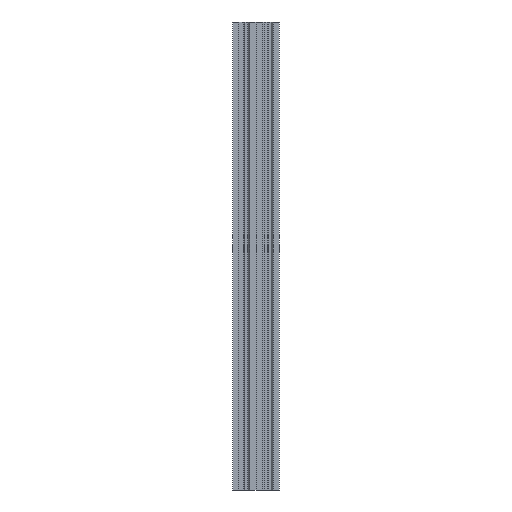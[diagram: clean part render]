
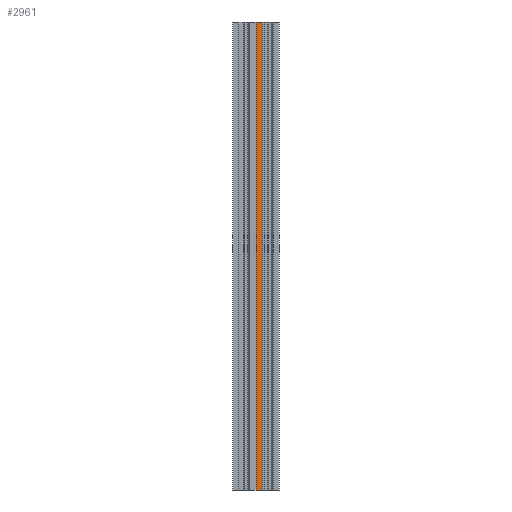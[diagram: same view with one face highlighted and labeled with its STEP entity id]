
A CAD part, left-side view. The second image highlights one B-rep face of the part: STEP entity #2961.
In plain terms, the highlighted planar face has unit normal (-1, 0, 0).
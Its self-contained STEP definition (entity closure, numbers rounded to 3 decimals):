
#117 = PLANE('',#118);
#118 = AXIS2_PLACEMENT_3D('',#119,#120,#121);
#119 = CARTESIAN_POINT('',(-5.433,5.433,200.));
#120 = DIRECTION('',(0.,0.,1.));
#121 = DIRECTION('',(1.,0.,0.));
#171 = PLANE('',#172);
#172 = AXIS2_PLACEMENT_3D('',#173,#174,#175);
#173 = CARTESIAN_POINT('',(-5.433,5.433,-200.));
#174 = DIRECTION('',(0.,0.,1.));
#175 = DIRECTION('',(1.,0.,0.));
#547 = VERTEX_POINT('',#548);
#548 = CARTESIAN_POINT('',(-10.,10.,-200.));
#562 = PLANE('',#563);
#563 = AXIS2_PLACEMENT_3D('',#564,#565,#566);
#564 = CARTESIAN_POINT('',(-4.58,10.,-200.));
#565 = DIRECTION('',(0.,-1.,0.));
#566 = DIRECTION('',(-1.,0.,0.));
#574 = EDGE_CURVE('',#547,#575,#577,.T.);
#575 = VERTEX_POINT('',#576);
#576 = CARTESIAN_POINT('',(-10.,4.58,-200.));
#577 = SURFACE_CURVE('',#578,(#582,#589),.PCURVE_S1.);
#578 = LINE('',#579,#580);
#579 = CARTESIAN_POINT('',(-10.,10.,-200.));
#580 = VECTOR('',#581,1.);
#581 = DIRECTION('',(0.,-1.,0.));
#582 = PCURVE('',#171,#583);
#583 = DEFINITIONAL_REPRESENTATION('',(#584),#588);
#584 = LINE('',#585,#586);
#585 = CARTESIAN_POINT('',(-4.567,4.567));
#586 = VECTOR('',#587,1.);
#587 = DIRECTION('',(0.,-1.));
#588 = ( GEOMETRIC_REPRESENTATION_CONTEXT(2) 
PARAMETRIC_REPRESENTATION_CONTEXT() REPRESENTATION_CONTEXT('2D SPACE',''
  ) );
#589 = PCURVE('',#590,#595);
#590 = PLANE('',#591);
#591 = AXIS2_PLACEMENT_3D('',#592,#593,#594);
#592 = CARTESIAN_POINT('',(-10.,10.,-200.));
#593 = DIRECTION('',(1.,0.,0.));
#594 = DIRECTION('',(0.,-1.,0.));
#595 = DEFINITIONAL_REPRESENTATION('',(#596),#600);
#596 = LINE('',#597,#598);
#597 = CARTESIAN_POINT('',(0.,0.));
#598 = VECTOR('',#599,1.);
#599 = DIRECTION('',(1.,0.));
#600 = ( GEOMETRIC_REPRESENTATION_CONTEXT(2) 
PARAMETRIC_REPRESENTATION_CONTEXT() REPRESENTATION_CONTEXT('2D SPACE',''
  ) );
#618 = PLANE('',#619);
#619 = AXIS2_PLACEMENT_3D('',#620,#621,#622);
#620 = CARTESIAN_POINT('',(-8.2,3.125,-200.));
#621 = DIRECTION('',(-0.629,-0.778,0.));
#622 = DIRECTION('',(-0.778,0.629,0.));
#957 = VERTEX_POINT('',#958);
#958 = CARTESIAN_POINT('',(-10.,10.,200.));
#979 = EDGE_CURVE('',#957,#980,#982,.T.);
#980 = VERTEX_POINT('',#981);
#981 = CARTESIAN_POINT('',(-10.,4.58,200.));
#982 = SURFACE_CURVE('',#983,(#987,#994),.PCURVE_S1.);
#983 = LINE('',#984,#985);
#984 = CARTESIAN_POINT('',(-10.,10.,200.));
#985 = VECTOR('',#986,1.);
#986 = DIRECTION('',(0.,-1.,0.));
#987 = PCURVE('',#117,#988);
#988 = DEFINITIONAL_REPRESENTATION('',(#989),#993);
#989 = LINE('',#990,#991);
#990 = CARTESIAN_POINT('',(-4.567,4.567));
#991 = VECTOR('',#992,1.);
#992 = DIRECTION('',(0.,-1.));
#993 = ( GEOMETRIC_REPRESENTATION_CONTEXT(2) 
PARAMETRIC_REPRESENTATION_CONTEXT() REPRESENTATION_CONTEXT('2D SPACE',''
  ) );
#994 = PCURVE('',#590,#995);
#995 = DEFINITIONAL_REPRESENTATION('',(#996),#1000);
#996 = LINE('',#997,#998);
#997 = CARTESIAN_POINT('',(0.,-400.));
#998 = VECTOR('',#999,1.);
#999 = DIRECTION('',(1.,0.));
#1000 = ( GEOMETRIC_REPRESENTATION_CONTEXT(2) 
PARAMETRIC_REPRESENTATION_CONTEXT() REPRESENTATION_CONTEXT('2D SPACE',''
  ) );
#2940 = EDGE_CURVE('',#547,#957,#2941,.T.);
#2941 = SURFACE_CURVE('',#2942,(#2946,#2953),.PCURVE_S1.);
#2942 = LINE('',#2943,#2944);
#2943 = CARTESIAN_POINT('',(-10.,10.,-200.));
#2944 = VECTOR('',#2945,1.);
#2945 = DIRECTION('',(0.,0.,1.));
#2946 = PCURVE('',#562,#2947);
#2947 = DEFINITIONAL_REPRESENTATION('',(#2948),#2952);
#2948 = LINE('',#2949,#2950);
#2949 = CARTESIAN_POINT('',(5.42,0.));
#2950 = VECTOR('',#2951,1.);
#2951 = DIRECTION('',(0.,-1.));
#2952 = ( GEOMETRIC_REPRESENTATION_CONTEXT(2) 
PARAMETRIC_REPRESENTATION_CONTEXT() REPRESENTATION_CONTEXT('2D SPACE',''
  ) );
#2953 = PCURVE('',#590,#2954);
#2954 = DEFINITIONAL_REPRESENTATION('',(#2955),#2959);
#2955 = LINE('',#2956,#2957);
#2956 = CARTESIAN_POINT('',(0.,0.));
#2957 = VECTOR('',#2958,1.);
#2958 = DIRECTION('',(0.,-1.));
#2959 = ( GEOMETRIC_REPRESENTATION_CONTEXT(2) 
PARAMETRIC_REPRESENTATION_CONTEXT() REPRESENTATION_CONTEXT('2D SPACE',''
  ) );
#2961 = ADVANCED_FACE('',(#2962),#590,.F.);
#2962 = FACE_BOUND('',#2963,.F.);
#2963 = EDGE_LOOP('',(#2964,#2965,#2966,#2987));
#2964 = ORIENTED_EDGE('',*,*,#2940,.T.);
#2965 = ORIENTED_EDGE('',*,*,#979,.T.);
#2966 = ORIENTED_EDGE('',*,*,#2967,.F.);
#2967 = EDGE_CURVE('',#575,#980,#2968,.T.);
#2968 = SURFACE_CURVE('',#2969,(#2973,#2980),.PCURVE_S1.);
#2969 = LINE('',#2970,#2971);
#2970 = CARTESIAN_POINT('',(-10.,4.58,-200.));
#2971 = VECTOR('',#2972,1.);
#2972 = DIRECTION('',(0.,0.,1.));
#2973 = PCURVE('',#590,#2974);
#2974 = DEFINITIONAL_REPRESENTATION('',(#2975),#2979);
#2975 = LINE('',#2976,#2977);
#2976 = CARTESIAN_POINT('',(5.42,0.));
#2977 = VECTOR('',#2978,1.);
#2978 = DIRECTION('',(0.,-1.));
#2979 = ( GEOMETRIC_REPRESENTATION_CONTEXT(2) 
PARAMETRIC_REPRESENTATION_CONTEXT() REPRESENTATION_CONTEXT('2D SPACE',''
  ) );
#2980 = PCURVE('',#618,#2981);
#2981 = DEFINITIONAL_REPRESENTATION('',(#2982),#2986);
#2982 = LINE('',#2983,#2984);
#2983 = CARTESIAN_POINT('',(2.315,0.));
#2984 = VECTOR('',#2985,1.);
#2985 = DIRECTION('',(0.,-1.));
#2986 = ( GEOMETRIC_REPRESENTATION_CONTEXT(2) 
PARAMETRIC_REPRESENTATION_CONTEXT() REPRESENTATION_CONTEXT('2D SPACE',''
  ) );
#2987 = ORIENTED_EDGE('',*,*,#574,.F.);
